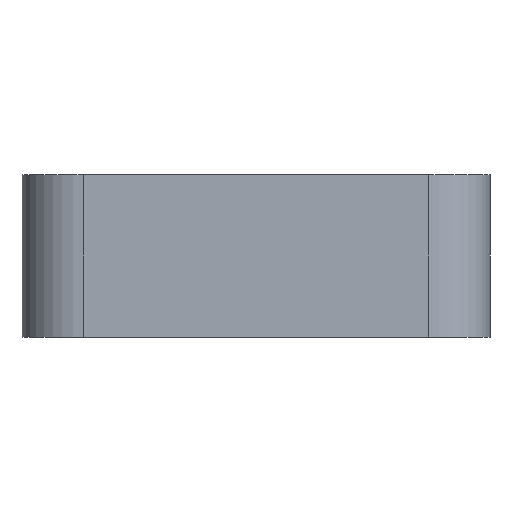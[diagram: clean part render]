
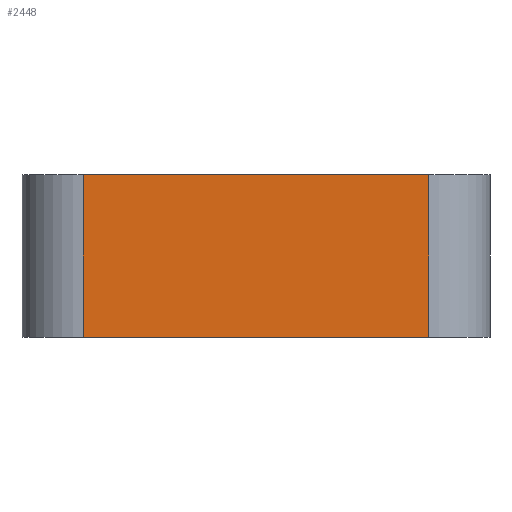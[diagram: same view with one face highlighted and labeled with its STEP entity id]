
A CAD part, left-side view. The second image highlights one B-rep face of the part: STEP entity #2448.
In plain terms, the highlighted planar face has unit normal (-1, 0, 0).
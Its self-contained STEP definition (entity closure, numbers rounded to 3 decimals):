
#167=PLANE('',#2615);
#285=FACE_OUTER_BOUND('',#455,.T.);
#455=EDGE_LOOP('',(#2304,#2305,#2306,#2307));
#698=LINE('',#3746,#998);
#750=LINE('',#3884,#1050);
#753=LINE('',#3891,#1053);
#757=LINE('',#3899,#1057);
#998=VECTOR('',#3070,10.);
#1050=VECTOR('',#3200,10.);
#1053=VECTOR('',#3209,10.);
#1057=VECTOR('',#3221,10.);
#1264=VERTEX_POINT('',#3744);
#1265=VERTEX_POINT('',#3745);
#1311=VERTEX_POINT('',#3881);
#1312=VERTEX_POINT('',#3883);
#1570=EDGE_CURVE('',#1264,#1265,#698,.T.);
#1639=EDGE_CURVE('',#1312,#1311,#750,.F.);
#1643=EDGE_CURVE('',#1312,#1265,#753,.T.);
#1647=EDGE_CURVE('',#1311,#1264,#757,.T.);
#2304=ORIENTED_EDGE('',*,*,#1570,.T.);
#2305=ORIENTED_EDGE('',*,*,#1643,.F.);
#2306=ORIENTED_EDGE('',*,*,#1639,.T.);
#2307=ORIENTED_EDGE('',*,*,#1647,.T.);
#2448=ADVANCED_FACE('',(#285),#167,.T.);
#2615=AXIS2_PLACEMENT_3D('',#3898,#3219,#3220);
#3070=DIRECTION('',(0.,-1.,0.));
#3200=DIRECTION('',(0.,-1.,0.));
#3209=DIRECTION('',(0.,0.,-1.));
#3219=DIRECTION('center_axis',(-1.,0.,0.));
#3220=DIRECTION('ref_axis',(0.,1.,0.));
#3221=DIRECTION('',(0.,0.,-1.));
#3744=CARTESIAN_POINT('',(12.,-151.5,38.6));
#3745=CARTESIAN_POINT('',(12.,-241.5,38.6));
#3746=CARTESIAN_POINT('',(12.,-219.,38.6));
#3881=CARTESIAN_POINT('',(12.,-151.5,81.));
#3883=CARTESIAN_POINT('',(12.,-241.5,81.));
#3884=CARTESIAN_POINT('',(12.,-219.,81.));
#3891=CARTESIAN_POINT('',(12.,-241.5,80.));
#3898=CARTESIAN_POINT('Origin',(12.,-241.5,80.));
#3899=CARTESIAN_POINT('',(12.,-151.5,80.));
